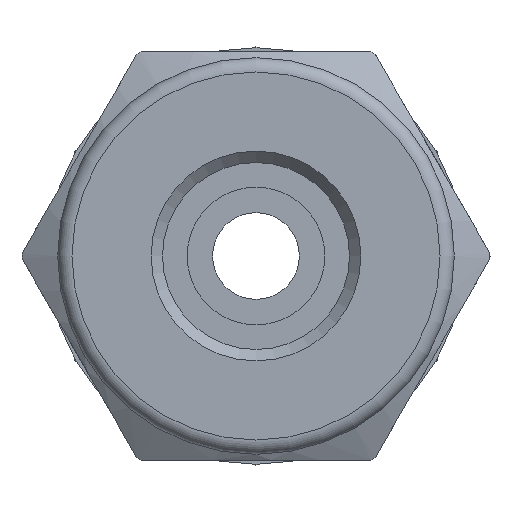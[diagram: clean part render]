
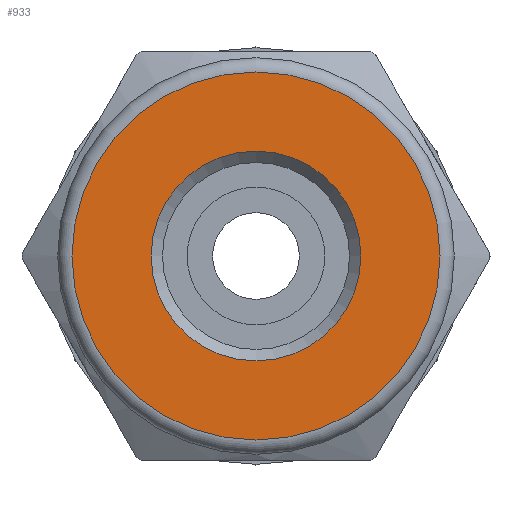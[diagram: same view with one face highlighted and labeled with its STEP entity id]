
A CAD part, left-side view. The second image highlights one B-rep face of the part: STEP entity #933.
In plain terms, the highlighted planar face has unit normal (-1, 0, 0).
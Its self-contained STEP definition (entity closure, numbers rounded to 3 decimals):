
#20=FACE_BOUND('',#224,.T.);
#76=CIRCLE('',#1047,3.675);
#77=CIRCLE('',#1049,6.45);
#157=FACE_OUTER_BOUND('',#223,.T.);
#223=EDGE_LOOP('',(#721));
#224=EDGE_LOOP('',(#722));
#426=VERTEX_POINT('',#1576);
#427=VERTEX_POINT('',#1580);
#535=EDGE_CURVE('',#426,#426,#76,.T.);
#536=EDGE_CURVE('',#427,#427,#77,.T.);
#721=ORIENTED_EDGE('',*,*,#536,.F.);
#722=ORIENTED_EDGE('',*,*,#535,.T.);
#893=PLANE('',#1048);
#933=ADVANCED_FACE('',(#157,#20),#893,.T.);
#1047=AXIS2_PLACEMENT_3D('',#1578,#1258,#1259);
#1048=AXIS2_PLACEMENT_3D('',#1579,#1260,#1261);
#1049=AXIS2_PLACEMENT_3D('',#1581,#1262,#1263);
#1258=DIRECTION('center_axis',(1.,0.,0.));
#1259=DIRECTION('ref_axis',(0.,0.,-1.));
#1260=DIRECTION('center_axis',(-1.,0.,0.));
#1261=DIRECTION('ref_axis',(0.,0.,1.));
#1262=DIRECTION('center_axis',(1.,0.,0.));
#1263=DIRECTION('ref_axis',(0.,0.,-1.));
#1576=CARTESIAN_POINT('',(0.629,-3.675,0.));
#1578=CARTESIAN_POINT('Origin',(0.629,0.,0.));
#1579=CARTESIAN_POINT('Origin',(0.629,6.45,0.));
#1580=CARTESIAN_POINT('',(0.629,0.,6.45));
#1581=CARTESIAN_POINT('Origin',(0.629,0.,0.));
